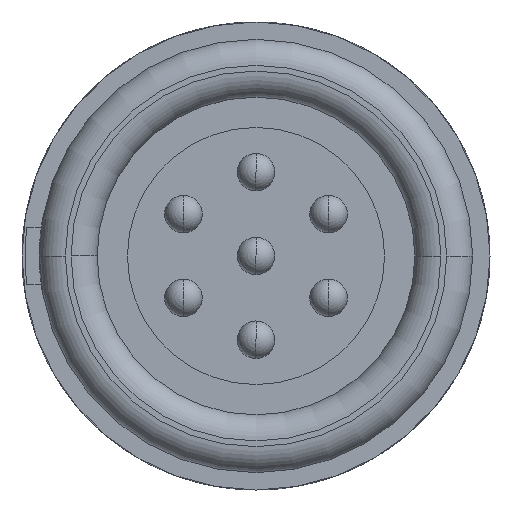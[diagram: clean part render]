
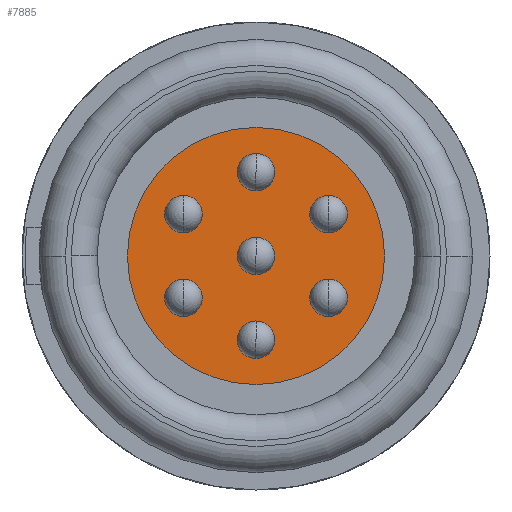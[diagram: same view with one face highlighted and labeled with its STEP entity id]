
A CAD part, left-side view. The second image highlights one B-rep face of the part: STEP entity #7885.
In plain terms, the highlighted planar face has unit normal (-1, 0, 0).
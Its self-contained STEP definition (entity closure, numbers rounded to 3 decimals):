
#2182=CARTESIAN_POINT('',(-2.5,0.,0.));
#2183=DIRECTION('',(-1.,0.,0.));
#2184=DIRECTION('',(0.,1.,0.));
#2185=AXIS2_PLACEMENT_3D('',#2182,#2183,#2184);
#2200=CARTESIAN_POINT('',(-2.5,0.,0.));
#2201=DIRECTION('',(-1.,0.,0.));
#2202=DIRECTION('',(0.,-1.,0.));
#2203=AXIS2_PLACEMENT_3D('',#2200,#2201,#2202);
#3647=CARTESIAN_POINT('',(-2.5,0.,0.));
#3648=DIRECTION('',(-1.,0.,0.));
#3649=DIRECTION('',(0.,0.,1.));
#3650=AXIS2_PLACEMENT_3D('',#3647,#3648,#3649);
#3652=CARTESIAN_POINT('',(-2.5,0.,0.));
#3653=DIRECTION('',(-1.,0.,0.));
#3654=DIRECTION('',(0.,0.,-1.));
#3655=AXIS2_PLACEMENT_3D('',#3652,#3653,#3654);
#3657=CARTESIAN_POINT('',(-2.5,0.,-2.9));
#3658=DIRECTION('',(-1.,0.,0.));
#3659=DIRECTION('',(0.,0.,1.));
#3660=AXIS2_PLACEMENT_3D('',#3657,#3658,#3659);
#3662=CARTESIAN_POINT('',(-2.5,0.,-2.9));
#3663=DIRECTION('',(-1.,0.,0.));
#3664=DIRECTION('',(0.,0.,-1.));
#3665=AXIS2_PLACEMENT_3D('',#3662,#3663,#3664);
#3667=CARTESIAN_POINT('',(-2.5,2.511,1.45));
#3668=DIRECTION('',(-1.,0.,0.));
#3669=DIRECTION('',(0.,0.,1.));
#3670=AXIS2_PLACEMENT_3D('',#3667,#3668,#3669);
#3672=CARTESIAN_POINT('',(-2.5,2.511,1.45));
#3673=DIRECTION('',(-1.,0.,0.));
#3674=DIRECTION('',(0.,0.,-1.));
#3675=AXIS2_PLACEMENT_3D('',#3672,#3673,#3674);
#3677=CARTESIAN_POINT('',(-2.5,2.511,-1.45));
#3678=DIRECTION('',(-1.,0.,0.));
#3679=DIRECTION('',(0.,0.,1.));
#3680=AXIS2_PLACEMENT_3D('',#3677,#3678,#3679);
#3682=CARTESIAN_POINT('',(-2.5,2.511,-1.45));
#3683=DIRECTION('',(-1.,0.,0.));
#3684=DIRECTION('',(0.,0.,-1.));
#3685=AXIS2_PLACEMENT_3D('',#3682,#3683,#3684);
#3687=CARTESIAN_POINT('',(-2.5,-2.511,-1.45));
#3688=DIRECTION('',(-1.,0.,0.));
#3689=DIRECTION('',(0.,0.,1.));
#3690=AXIS2_PLACEMENT_3D('',#3687,#3688,#3689);
#3692=CARTESIAN_POINT('',(-2.5,-2.511,-1.45));
#3693=DIRECTION('',(-1.,0.,0.));
#3694=DIRECTION('',(0.,0.,-1.));
#3695=AXIS2_PLACEMENT_3D('',#3692,#3693,#3694);
#3697=CARTESIAN_POINT('',(-2.5,0.,2.9));
#3698=DIRECTION('',(-1.,0.,0.));
#3699=DIRECTION('',(0.,0.,1.));
#3700=AXIS2_PLACEMENT_3D('',#3697,#3698,#3699);
#3702=CARTESIAN_POINT('',(-2.5,0.,2.9));
#3703=DIRECTION('',(-1.,0.,0.));
#3704=DIRECTION('',(0.,0.,-1.));
#3705=AXIS2_PLACEMENT_3D('',#3702,#3703,#3704);
#3707=CARTESIAN_POINT('',(-2.5,-2.511,1.45));
#3708=DIRECTION('',(-1.,0.,0.));
#3709=DIRECTION('',(0.,0.,1.));
#3710=AXIS2_PLACEMENT_3D('',#3707,#3708,#3709);
#3712=CARTESIAN_POINT('',(-2.5,-2.511,1.45));
#3713=DIRECTION('',(-1.,0.,0.));
#3714=DIRECTION('',(0.,0.,-1.));
#3715=AXIS2_PLACEMENT_3D('',#3712,#3713,#3714);
#4948=CARTESIAN_POINT('',(-2.5,0.,0.65));
#4949=CARTESIAN_POINT('',(-2.5,0.,-0.65));
#4950=VERTEX_POINT('',#4948);
#4951=VERTEX_POINT('',#4949);
#4952=CARTESIAN_POINT('',(-2.5,0.,-2.25));
#4953=CARTESIAN_POINT('',(-2.5,0.,-3.55));
#4954=VERTEX_POINT('',#4952);
#4955=VERTEX_POINT('',#4953);
#4956=CARTESIAN_POINT('',(-2.5,2.511,2.1));
#4957=CARTESIAN_POINT('',(-2.5,2.511,0.8));
#4958=VERTEX_POINT('',#4956);
#4959=VERTEX_POINT('',#4957);
#4960=CARTESIAN_POINT('',(-2.5,2.511,-0.8));
#4961=CARTESIAN_POINT('',(-2.5,2.511,-2.1));
#4962=VERTEX_POINT('',#4960);
#4963=VERTEX_POINT('',#4961);
#4964=CARTESIAN_POINT('',(-2.5,-2.511,-0.8));
#4965=CARTESIAN_POINT('',(-2.5,-2.511,-2.1));
#4966=VERTEX_POINT('',#4964);
#4967=VERTEX_POINT('',#4965);
#4968=CARTESIAN_POINT('',(-2.5,0.,3.55));
#4969=CARTESIAN_POINT('',(-2.5,0.,2.25));
#4970=VERTEX_POINT('',#4968);
#4971=VERTEX_POINT('',#4969);
#4972=CARTESIAN_POINT('',(-2.5,-2.511,2.1));
#4973=CARTESIAN_POINT('',(-2.5,-2.511,0.8));
#4974=VERTEX_POINT('',#4972);
#4975=VERTEX_POINT('',#4973);
#5150=CARTESIAN_POINT('',(-2.5,-4.45,0.));
#5151=CARTESIAN_POINT('',(-2.5,4.45,0.));
#5152=VERTEX_POINT('',#5150);
#5153=VERTEX_POINT('',#5151);
#7834=CARTESIAN_POINT('',(-2.5,0.,0.));
#7835=DIRECTION('',(1.,0.,0.));
#7836=DIRECTION('',(0.,0.,-1.));
#7837=AXIS2_PLACEMENT_3D('',#7834,#7835,#7836);
#7838=PLANE('',#7837);
#7839=ORIENTED_EDGE('',*,*,#6023,.F.);
#7840=ORIENTED_EDGE('',*,*,#5994,.F.);
#7841=EDGE_LOOP('',(#7839,#7840));
#7842=FACE_OUTER_BOUND('',#7841,.F.);
#7844=ORIENTED_EDGE('',*,*,#7843,.T.);
#7846=ORIENTED_EDGE('',*,*,#7845,.T.);
#7847=EDGE_LOOP('',(#7844,#7846));
#7848=FACE_BOUND('',#7847,.F.);
#7850=ORIENTED_EDGE('',*,*,#7849,.T.);
#7852=ORIENTED_EDGE('',*,*,#7851,.T.);
#7853=EDGE_LOOP('',(#7850,#7852));
#7854=FACE_BOUND('',#7853,.F.);
#7856=ORIENTED_EDGE('',*,*,#7855,.T.);
#7858=ORIENTED_EDGE('',*,*,#7857,.T.);
#7859=EDGE_LOOP('',(#7856,#7858));
#7860=FACE_BOUND('',#7859,.F.);
#7862=ORIENTED_EDGE('',*,*,#7861,.T.);
#7864=ORIENTED_EDGE('',*,*,#7863,.T.);
#7865=EDGE_LOOP('',(#7862,#7864));
#7866=FACE_BOUND('',#7865,.F.);
#7868=ORIENTED_EDGE('',*,*,#7867,.T.);
#7870=ORIENTED_EDGE('',*,*,#7869,.T.);
#7871=EDGE_LOOP('',(#7868,#7870));
#7872=FACE_BOUND('',#7871,.F.);
#7874=ORIENTED_EDGE('',*,*,#7873,.T.);
#7876=ORIENTED_EDGE('',*,*,#7875,.T.);
#7877=EDGE_LOOP('',(#7874,#7876));
#7878=FACE_BOUND('',#7877,.F.);
#7880=ORIENTED_EDGE('',*,*,#7879,.T.);
#7882=ORIENTED_EDGE('',*,*,#7881,.T.);
#7883=EDGE_LOOP('',(#7880,#7882));
#7884=FACE_BOUND('',#7883,.F.);
#7885=ADVANCED_FACE('',(#7842,#7848,#7854,#7860,#7866,#7872,#7878,#7884),#7838,
.F.);
#2186=CIRCLE('',#2185,4.45);
#2204=CIRCLE('',#2203,4.45);
#3651=CIRCLE('',#3650,0.65);
#3656=CIRCLE('',#3655,0.65);
#3661=CIRCLE('',#3660,0.65);
#3666=CIRCLE('',#3665,0.65);
#3671=CIRCLE('',#3670,0.65);
#3676=CIRCLE('',#3675,0.65);
#3681=CIRCLE('',#3680,0.65);
#3686=CIRCLE('',#3685,0.65);
#3691=CIRCLE('',#3690,0.65);
#3696=CIRCLE('',#3695,0.65);
#3701=CIRCLE('',#3700,0.65);
#3706=CIRCLE('',#3705,0.65);
#3711=CIRCLE('',#3710,0.65);
#3716=CIRCLE('',#3715,0.65);
#5994=EDGE_CURVE('',#5153,#5152,#2186,.T.);
#6023=EDGE_CURVE('',#5152,#5153,#2204,.T.);
#7843=EDGE_CURVE('',#4950,#4951,#3651,.T.);
#7845=EDGE_CURVE('',#4951,#4950,#3656,.T.);
#7849=EDGE_CURVE('',#4954,#4955,#3661,.T.);
#7851=EDGE_CURVE('',#4955,#4954,#3666,.T.);
#7855=EDGE_CURVE('',#4958,#4959,#3671,.T.);
#7857=EDGE_CURVE('',#4959,#4958,#3676,.T.);
#7861=EDGE_CURVE('',#4962,#4963,#3681,.T.);
#7863=EDGE_CURVE('',#4963,#4962,#3686,.T.);
#7867=EDGE_CURVE('',#4966,#4967,#3691,.T.);
#7869=EDGE_CURVE('',#4967,#4966,#3696,.T.);
#7873=EDGE_CURVE('',#4970,#4971,#3701,.T.);
#7875=EDGE_CURVE('',#4971,#4970,#3706,.T.);
#7879=EDGE_CURVE('',#4974,#4975,#3711,.T.);
#7881=EDGE_CURVE('',#4975,#4974,#3716,.T.);
